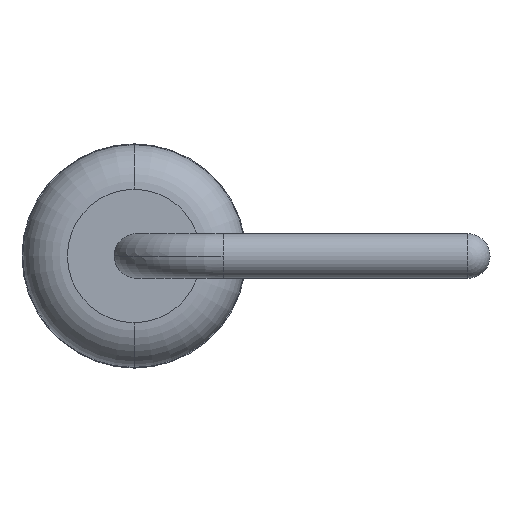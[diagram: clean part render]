
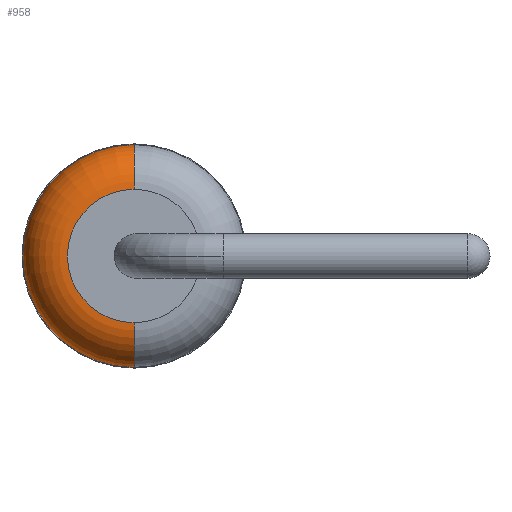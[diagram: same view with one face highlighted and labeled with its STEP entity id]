
A CAD part, left-side view. The second image highlights one B-rep face of the part: STEP entity #958.
In plain terms, the highlighted toroidal (fillet/blend) face has major radius 0.75 mm and minor radius 0.5 mm.
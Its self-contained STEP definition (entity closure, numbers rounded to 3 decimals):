
#7 = CARTESIAN_POINT ( 'NONE',  ( -3.25, -0.625, 0. ) ) ;
#20 = DIRECTION ( 'NONE',  ( 0., 0., -1. ) ) ;
#45 = AXIS2_PLACEMENT_3D ( 'NONE', #647, #1138, #1774 ) ;
#77 = CIRCLE ( 'NONE', #947, 0.5 ) ;
#91 = VERTEX_POINT ( 'NONE', #396 ) ;
#117 = CIRCLE ( 'NONE', #740, 1.25 ) ;
#198 = FACE_OUTER_BOUND ( 'NONE', #228, .T. ) ;
#228 = EDGE_LOOP ( 'NONE', ( #581, #1522, #462, #583 ) ) ;
#254 = AXIS2_PLACEMENT_3D ( 'NONE', #7, #1920, #20 ) ;
#269 = CARTESIAN_POINT ( 'NONE',  ( -2.75, -0.625, 1.25 ) ) ;
#320 = VERTEX_POINT ( 'NONE', #627 ) ;
#373 = AXIS2_PLACEMENT_3D ( 'NONE', #1047, #1356, #685 ) ;
#396 = CARTESIAN_POINT ( 'NONE',  ( -2.75, -0.625, -1.25 ) ) ;
#444 = VERTEX_POINT ( 'NONE', #830 ) ;
#462 = ORIENTED_EDGE ( 'NONE', *, *, #1616, .F. ) ;
#510 = TOROIDAL_SURFACE ( 'NONE', #45, 0.75, 0.5 ) ;
#534 = EDGE_CURVE ( 'NONE', #320, #91, #77, .T. ) ;
#581 = ORIENTED_EDGE ( 'NONE', *, *, #1155, .F. ) ;
#583 = ORIENTED_EDGE ( 'NONE', *, *, #534, .F. ) ;
#627 = CARTESIAN_POINT ( 'NONE',  ( -3.25, -0.625, -0.75 ) ) ;
#647 = CARTESIAN_POINT ( 'NONE',  ( -2.75, -0.625, 0. ) ) ;
#684 = EDGE_CURVE ( 'NONE', #444, #1600, #1593, .T. ) ;
#685 = DIRECTION ( 'NONE',  ( 0., 0., 1. ) ) ;
#740 = AXIS2_PLACEMENT_3D ( 'NONE', #1380, #900, #1866 ) ;
#830 = CARTESIAN_POINT ( 'NONE',  ( -3.25, -0.625, 0.75 ) ) ;
#900 = DIRECTION ( 'NONE',  ( 1., 0., 0. ) ) ;
#944 = CIRCLE ( 'NONE', #254, 0.75 ) ;
#947 = AXIS2_PLACEMENT_3D ( 'NONE', #1745, #1132, #1769 ) ;
#958 = ADVANCED_FACE ( 'NONE', ( #198 ), #510, .T. ) ;
#1047 = CARTESIAN_POINT ( 'NONE',  ( -2.75, -0.625, 0.75 ) ) ;
#1132 = DIRECTION ( 'NONE',  ( 0., -1., 0. ) ) ;
#1138 = DIRECTION ( 'NONE',  ( 1., 0., 0. ) ) ;
#1155 = EDGE_CURVE ( 'NONE', #444, #320, #944, .T. ) ;
#1356 = DIRECTION ( 'NONE',  ( 0., 1., 0. ) ) ;
#1380 = CARTESIAN_POINT ( 'NONE',  ( -2.75, -0.625, 0. ) ) ;
#1522 = ORIENTED_EDGE ( 'NONE', *, *, #684, .T. ) ;
#1593 = CIRCLE ( 'NONE', #373, 0.5 ) ;
#1600 = VERTEX_POINT ( 'NONE', #269 ) ;
#1616 = EDGE_CURVE ( 'NONE', #91, #1600, #117, .T. ) ;
#1745 = CARTESIAN_POINT ( 'NONE',  ( -2.75, -0.625, -0.75 ) ) ;
#1769 = DIRECTION ( 'NONE',  ( 0., 0., -1. ) ) ;
#1774 = DIRECTION ( 'NONE',  ( 0., 0., -1. ) ) ;
#1866 = DIRECTION ( 'NONE',  ( 0., 0., -1. ) ) ;
#1920 = DIRECTION ( 'NONE',  ( -1., 0., 0. ) ) ;
